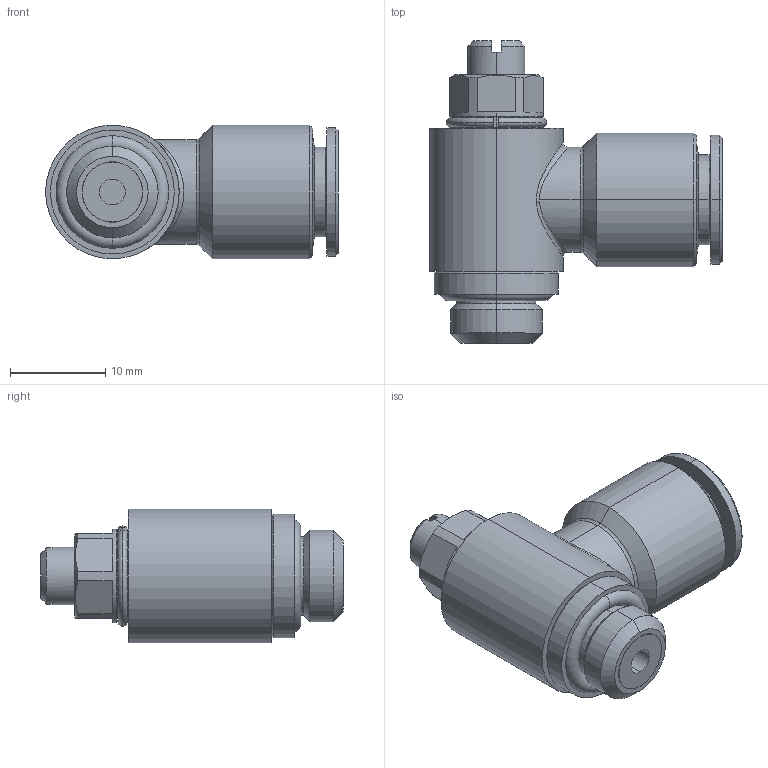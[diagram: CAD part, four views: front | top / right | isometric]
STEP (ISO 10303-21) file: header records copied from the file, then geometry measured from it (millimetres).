
FILE_DESCRIPTION (( 'STEP AP203' ), '1' );
FILE_NAME ('04080B41.STEP', '2010-04-28T13:38:12', ( '' ), ( 'sopra-pneumatic' ), 'SwSTEP 2.0', 'SolidWorks 2009', '' );
FILE_SCHEMA (( 'CONFIG_CONTROL_DESIGN' ));
Length unit declared in the file: millimetre
Products named in the file (1): 04080B41
Bounding box: 30.7 x 31.74 x 14 mm (x, y, z)
Volume: 4900.6 mm3; surface area: 3047.4 mm2
Topology: 2 solids, 4 shells, 100 faces, 213 edges, 134 vertices
Faces by surface type: plane 35, cylinder 33, cone 24, torus 6, bspline 2
Entity records: 3906 total; most frequent: CARTESIAN_POINT 1625, DIRECTION 495, ORIENTED_EDGE 426, EDGE_CURVE 213, AXIS2_PLACEMENT_3D 208, VERTEX_POINT 134, EDGE_LOOP 113, CIRCLE 109
